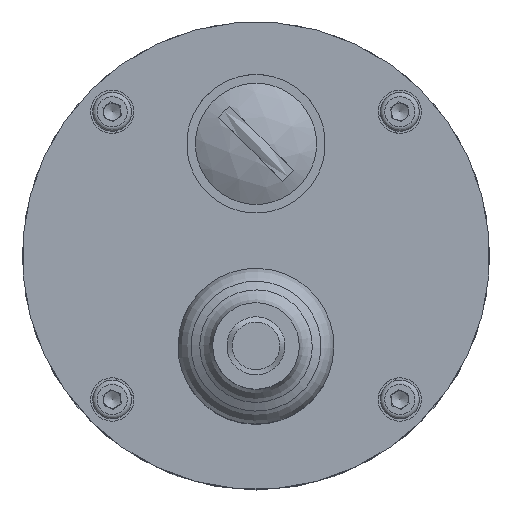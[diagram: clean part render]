
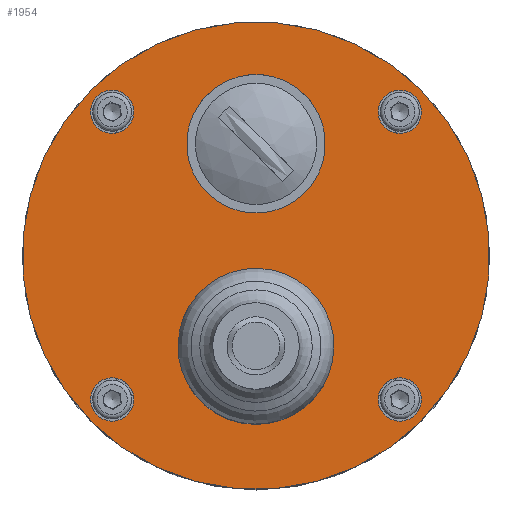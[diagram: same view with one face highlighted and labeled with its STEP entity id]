
A CAD part, top view. The second image highlights one B-rep face of the part: STEP entity #1954.
In plain terms, the highlighted planar face has unit normal (0, 0, 1).
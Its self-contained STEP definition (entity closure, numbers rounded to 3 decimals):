
#5 = VERTEX_POINT ( 'NONE', #577 ) ;
#19 = VERTEX_POINT ( 'NONE', #590 ) ;
#23 = VERTEX_POINT ( 'NONE', #614 ) ;
#28 = AXIS2_PLACEMENT_3D ( 'NONE', #1308, #1339, #1313 ) ;
#50 = VERTEX_POINT ( 'NONE', #701 ) ;
#59 = VERTEX_POINT ( 'NONE', #1573 ) ;
#94 = CARTESIAN_POINT ( 'NONE',  ( -16.617, 16.617, 23. ) ) ;
#95 = AXIS2_PLACEMENT_3D ( 'NONE', #1158, #1043, #1057 ) ;
#143 = DIRECTION ( 'NONE',  ( 0., 0., 1. ) ) ;
#256 = AXIS2_PLACEMENT_3D ( 'NONE', #2438, #2442, #2446 ) ;
#284 = FACE_OUTER_BOUND ( 'NONE', #2280, .T. ) ;
#286 = FACE_BOUND ( 'NONE', #2276, .T. ) ;
#290 = FACE_BOUND ( 'NONE', #2262, .T. ) ;
#295 = AXIS2_PLACEMENT_3D ( 'NONE', #94, #143, #652 ) ;
#296 = FACE_BOUND ( 'NONE', #2249, .T. ) ;
#298 = FACE_BOUND ( 'NONE', #2266, .T. ) ;
#300 = FACE_BOUND ( 'NONE', #2246, .T. ) ;
#301 = FACE_BOUND ( 'NONE', #2265, .T. ) ;
#320 = AXIS2_PLACEMENT_3D ( 'NONE', #1186, #1194, #1191 ) ;
#327 = DIRECTION ( 'NONE',  ( 0., 0., -1. ) ) ;
#418 = CARTESIAN_POINT ( 'NONE',  ( 18.385, 14.849, 23. ) ) ;
#421 = AXIS2_PLACEMENT_3D ( 'NONE', #2252, #2253, #2256 ) ;
#453 = AXIS2_PLACEMENT_3D ( 'NONE', #2168, #2177, #2182 ) ;
#460 = CARTESIAN_POINT ( 'NONE',  ( 4.561, -15.061, 23. ) ) ;
#538 = CIRCLE ( 'NONE', #28, 2.5 ) ;
#564 = CIRCLE ( 'NONE', #95, 6.45 ) ;
#577 = CARTESIAN_POINT ( 'NONE',  ( 5.657, 7.263, 23. ) ) ;
#590 = CARTESIAN_POINT ( 'NONE',  ( -14.849, 14.849, 23. ) ) ;
#614 = CARTESIAN_POINT ( 'NONE',  ( -14.849, -18.385, 23. ) ) ;
#652 = DIRECTION ( 'NONE',  ( 0.707, -0.707, 0. ) ) ;
#700 = CIRCLE ( 'NONE', #256, 8. ) ;
#701 = CARTESIAN_POINT ( 'NONE',  ( 19.092, -19.092, 23. ) ) ;
#773 = CIRCLE ( 'NONE', #295, 2.5 ) ;
#791 = CIRCLE ( 'NONE', #320, 2.5 ) ;
#818 = CIRCLE ( 'NONE', #421, 27. ) ;
#837 = CIRCLE ( 'NONE', #453, 2.5 ) ;
#840 = EDGE_CURVE ( 'NONE', #59, #59, #837, .T. ) ;
#865 = EDGE_CURVE ( 'NONE', #50, #50, #818, .T. ) ;
#956 = EDGE_CURVE ( 'NONE', #23, #23, #791, .T. ) ;
#988 = EDGE_CURVE ( 'NONE', #19, #19, #773, .T. ) ;
#1043 = DIRECTION ( 'NONE',  ( 0., 0., 1. ) ) ;
#1057 = DIRECTION ( 'NONE',  ( 0.707, -0.707, 0. ) ) ;
#1124 = EDGE_CURVE ( 'NONE', #5, #5, #700, .T. ) ;
#1158 = CARTESIAN_POINT ( 'NONE',  ( 0., -10.5, 23. ) ) ;
#1186 = CARTESIAN_POINT ( 'NONE',  ( -16.617, -16.617, 23. ) ) ;
#1191 = DIRECTION ( 'NONE',  ( 0.707, -0.707, 0. ) ) ;
#1194 = DIRECTION ( 'NONE',  ( 0., 0., 1. ) ) ;
#1308 = CARTESIAN_POINT ( 'NONE',  ( 16.617, 16.617, 23. ) ) ;
#1313 = DIRECTION ( 'NONE',  ( 0.707, -0.707, 0. ) ) ;
#1339 = DIRECTION ( 'NONE',  ( 0., 0., 1. ) ) ;
#1451 = EDGE_CURVE ( 'NONE', #2497, #2497, #564, .T. ) ;
#1508 = EDGE_CURVE ( 'NONE', #2492, #2492, #538, .T. ) ;
#1573 = CARTESIAN_POINT ( 'NONE',  ( 18.385, -18.385, 23. ) ) ;
#1938 = ORIENTED_EDGE ( 'NONE', *, *, #865, .T. ) ;
#1944 = ORIENTED_EDGE ( 'NONE', *, *, #1124, .F. ) ;
#1953 = ORIENTED_EDGE ( 'NONE', *, *, #956, .F. ) ;
#1954 = ADVANCED_FACE ( 'NONE', ( #296, #300, #290, #301, #298, #286, #284 ), #2232, .F. ) ;
#1964 = ORIENTED_EDGE ( 'NONE', *, *, #988, .F. ) ;
#1969 = ORIENTED_EDGE ( 'NONE', *, *, #840, .F. ) ;
#1972 = ORIENTED_EDGE ( 'NONE', *, *, #1508, .F. ) ;
#1978 = ORIENTED_EDGE ( 'NONE', *, *, #1451, .F. ) ;
#2168 = CARTESIAN_POINT ( 'NONE',  ( 16.617, -16.617, 23. ) ) ;
#2177 = DIRECTION ( 'NONE',  ( 0., 0., 1. ) ) ;
#2182 = DIRECTION ( 'NONE',  ( 0.707, -0.707, 0. ) ) ;
#2199 = DIRECTION ( 'NONE',  ( -0.707, 0.707, 0. ) ) ;
#2228 = CARTESIAN_POINT ( 'NONE',  ( 19.092, 19.092, 23. ) ) ;
#2232 = PLANE ( 'NONE',  #2558 ) ;
#2246 = EDGE_LOOP ( 'NONE', ( #1972 ) ) ;
#2249 = EDGE_LOOP ( 'NONE', ( #1978 ) ) ;
#2252 = CARTESIAN_POINT ( 'NONE',  ( 0., 0., 23. ) ) ;
#2253 = DIRECTION ( 'NONE',  ( 0., 0., 1. ) ) ;
#2256 = DIRECTION ( 'NONE',  ( 0.707, -0.707, 0. ) ) ;
#2262 = EDGE_LOOP ( 'NONE', ( #1969 ) ) ;
#2265 = EDGE_LOOP ( 'NONE', ( #1964 ) ) ;
#2266 = EDGE_LOOP ( 'NONE', ( #1953 ) ) ;
#2276 = EDGE_LOOP ( 'NONE', ( #1944 ) ) ;
#2280 = EDGE_LOOP ( 'NONE', ( #1938 ) ) ;
#2438 = CARTESIAN_POINT ( 'NONE',  ( 0., 12.92, 23. ) ) ;
#2442 = DIRECTION ( 'NONE',  ( 0., 0., 1. ) ) ;
#2446 = DIRECTION ( 'NONE',  ( 0.707, -0.707, 0. ) ) ;
#2492 = VERTEX_POINT ( 'NONE', #418 ) ;
#2497 = VERTEX_POINT ( 'NONE', #460 ) ;
#2558 = AXIS2_PLACEMENT_3D ( 'NONE', #2228, #327, #2199 ) ;
